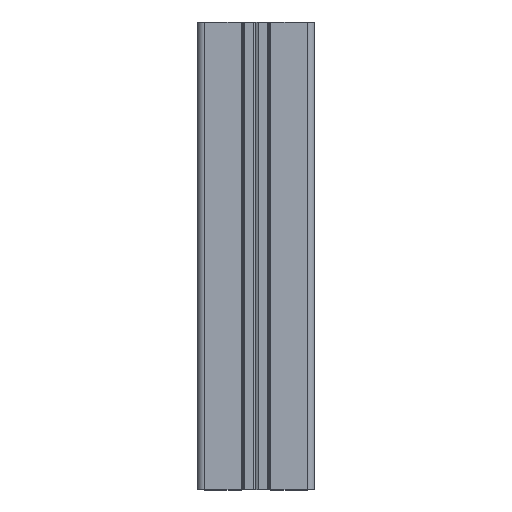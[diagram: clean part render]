
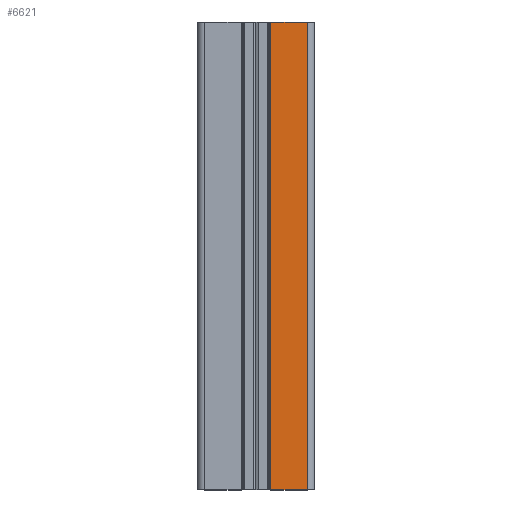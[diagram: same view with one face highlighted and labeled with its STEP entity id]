
A CAD part, top view. The second image highlights one B-rep face of the part: STEP entity #6621.
In plain terms, the highlighted planar face has unit normal (0, 0, 1).
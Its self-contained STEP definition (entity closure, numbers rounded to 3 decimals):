
#159 = CARTESIAN_POINT ( 'NONE',  ( 22., 0., 25. ) ) ;
#223 = VERTEX_POINT ( 'NONE', #6405 ) ;
#384 = ORIENTED_EDGE ( 'NONE', *, *, #5622, .T. ) ;
#665 = VECTOR ( 'NONE', #4274, 1000. ) ;
#700 = DIRECTION ( 'NONE',  ( -1., 0., 0. ) ) ;
#747 = DIRECTION ( 'NONE',  ( 0., -1., 0. ) ) ;
#1059 = EDGE_CURVE ( 'NONE', #7393, #223, #5467, .T. ) ;
#1474 = VECTOR ( 'NONE', #747, 1000. ) ;
#1991 = DIRECTION ( 'NONE',  ( 0., 0., 1. ) ) ;
#2234 = LINE ( 'NONE', #159, #665 ) ;
#2671 = VERTEX_POINT ( 'NONE', #6289 ) ;
#3038 = FACE_OUTER_BOUND ( 'NONE', #7313, .T. ) ;
#3251 = LINE ( 'NONE', #4786, #1474 ) ;
#3450 = CARTESIAN_POINT ( 'NONE',  ( 6.3, 200., 25. ) ) ;
#3562 = CARTESIAN_POINT ( 'NONE',  ( 6.3, 0., 25. ) ) ;
#3891 = EDGE_CURVE ( 'NONE', #2671, #7393, #2234, .T. ) ;
#4017 = LINE ( 'NONE', #3562, #4546 ) ;
#4103 = VERTEX_POINT ( 'NONE', #5969 ) ;
#4274 = DIRECTION ( 'NONE',  ( 0., 1., 0. ) ) ;
#4546 = VECTOR ( 'NONE', #7675, 1000. ) ;
#4675 = DIRECTION ( 'NONE',  ( 1., 0., 0. ) ) ;
#4786 = CARTESIAN_POINT ( 'NONE',  ( 6.3, 0., 25. ) ) ;
#5164 = CARTESIAN_POINT ( 'NONE',  ( 22., 200., 25. ) ) ;
#5369 = PLANE ( 'NONE',  #8220 ) ;
#5467 = LINE ( 'NONE', #3450, #6651 ) ;
#5543 = EDGE_CURVE ( 'NONE', #223, #4103, #3251, .T. ) ;
#5622 = EDGE_CURVE ( 'NONE', #4103, #2671, #4017, .T. ) ;
#5969 = CARTESIAN_POINT ( 'NONE',  ( 6.3, 0., 25. ) ) ;
#6289 = CARTESIAN_POINT ( 'NONE',  ( 22., 0., 25. ) ) ;
#6405 = CARTESIAN_POINT ( 'NONE',  ( 6.3, 200., 25. ) ) ;
#6621 = ADVANCED_FACE ( 'NONE', ( #3038 ), #5369, .T. ) ;
#6651 = VECTOR ( 'NONE', #700, 1000. ) ;
#7313 = EDGE_LOOP ( 'NONE', ( #384, #7881, #7914, #8731 ) ) ;
#7393 = VERTEX_POINT ( 'NONE', #5164 ) ;
#7675 = DIRECTION ( 'NONE',  ( 1., 0., 0. ) ) ;
#7881 = ORIENTED_EDGE ( 'NONE', *, *, #3891, .T. ) ;
#7914 = ORIENTED_EDGE ( 'NONE', *, *, #1059, .T. ) ;
#8220 = AXIS2_PLACEMENT_3D ( 'NONE', #8807, #1991, #4675 ) ;
#8731 = ORIENTED_EDGE ( 'NONE', *, *, #5543, .T. ) ;
#8807 = CARTESIAN_POINT ( 'NONE',  ( 6.3, 0., 25. ) ) ;
